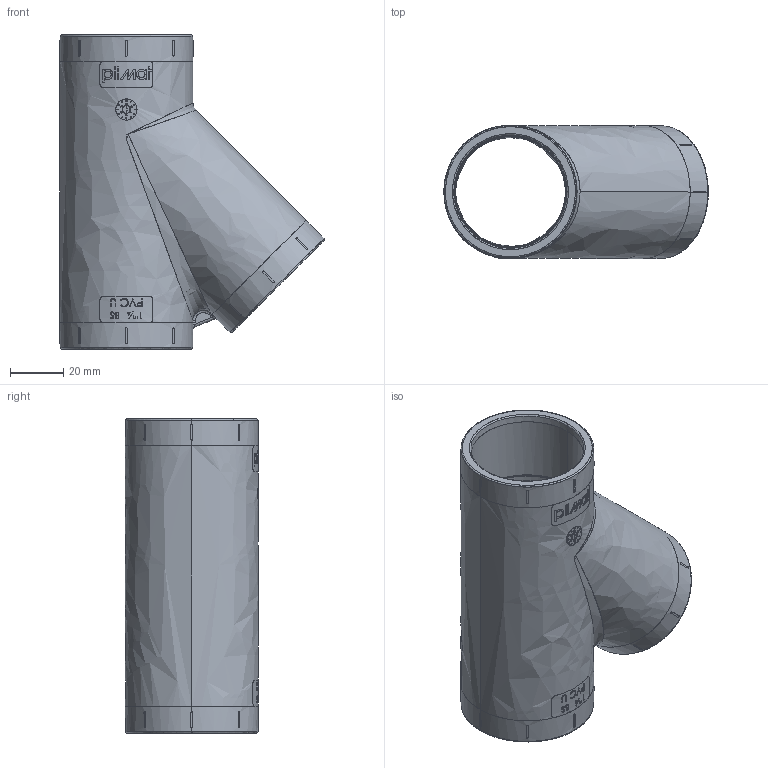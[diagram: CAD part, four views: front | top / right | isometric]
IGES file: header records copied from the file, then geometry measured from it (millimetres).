
Start section: SolidWorks IGES file using NURBS representation for surfaces
Global section: file name: 01 07 1344 114.IGS; native system: SolidWorks 2017; preprocessor: SolidWorks 2017; author: Rui Gomes; date: 170707.163126; units: millimetre
Bounding box: 99.4 x 50.26 x 118 mm (x, y, z)
Surface area: 46650.4 mm2 (no closed solid volume)
Topology: 0 solids, 0 shells, 768 faces, 8105 edges, 8101 vertices
Faces by surface type: bspline 768
